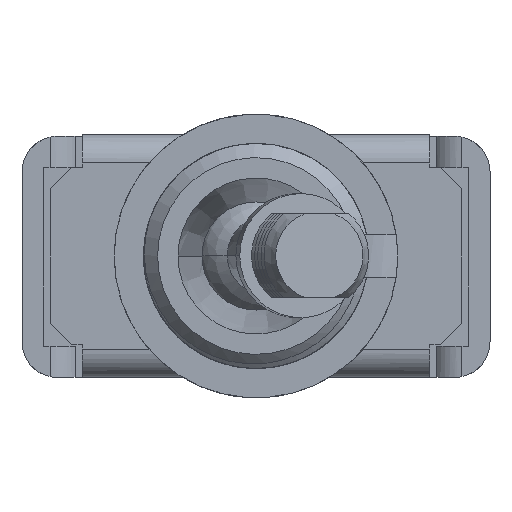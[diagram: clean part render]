
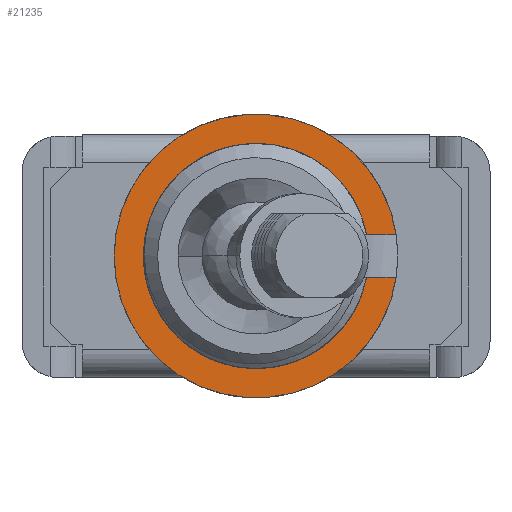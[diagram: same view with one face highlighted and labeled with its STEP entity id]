
A CAD part, front view. The second image highlights one B-rep face of the part: STEP entity #21235.
In plain terms, the highlighted planar face has unit normal (0, -1, 0).
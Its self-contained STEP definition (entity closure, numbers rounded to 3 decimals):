
#8742=CARTESIAN_POINT('',(0.,-1.,0.025));
#8743=DIRECTION('',(0.,1.,0.));
#8744=DIRECTION('',(0.982,0.,-0.189));
#8745=AXIS2_PLACEMENT_3D('',#8742,#8743,#8744);
#8747=DIRECTION('',(-1.,0.,0.));
#8748=VECTOR('',#8747,0.837);
#8749=CARTESIAN_POINT('',(3.955,-1.,0.625));
#8750=LINE('',#8749,#8748);
#8751=DIRECTION('',(-1.,0.,0.));
#8752=VECTOR('',#8751,0.837);
#8753=CARTESIAN_POINT('',(3.955,-1.,-0.575));
#8754=LINE('',#8753,#8752);
#8755=CARTESIAN_POINT('',(0.,-1.,0.025));
#8756=DIRECTION('',(0.,-1.,0.));
#8757=DIRECTION('',(-1.,0.,0.));
#8758=AXIS2_PLACEMENT_3D('',#8755,#8756,#8757);
#8760=CARTESIAN_POINT('',(0.,-1.,0.025));
#8761=DIRECTION('',(0.,1.,0.));
#8762=DIRECTION('',(-1.,0.,0.));
#8763=AXIS2_PLACEMENT_3D('',#8760,#8761,#8762);
#10945=CARTESIAN_POINT('',(3.955,-1.,0.625));
#10947=VERTEX_POINT('',#10945);
#10950=CARTESIAN_POINT('',(3.118,-1.,0.625));
#10951=VERTEX_POINT('',#10950);
#10952=CARTESIAN_POINT('',(3.955,-1.,-0.575));
#10953=CARTESIAN_POINT('',(3.118,-1.,-0.575));
#10954=VERTEX_POINT('',#10952);
#10955=VERTEX_POINT('',#10953);
#10967=CARTESIAN_POINT('',(-4.,-1.,0.025));
#10968=VERTEX_POINT('',#10967);
#21223=CARTESIAN_POINT('',(0.,-1.,0.025));
#21224=DIRECTION('',(0.,1.,0.));
#21225=DIRECTION('',(1.,0.,0.));
#21226=AXIS2_PLACEMENT_3D('',#21223,#21224,#21225);
#21227=PLANE('',#21226);
#21228=ORIENTED_EDGE('',*,*,#21052,.T.);
#21229=ORIENTED_EDGE('',*,*,#21217,.F.);
#21230=ORIENTED_EDGE('',*,*,#12828,.F.);
#21231=ORIENTED_EDGE('',*,*,#12896,.F.);
#21232=ORIENTED_EDGE('',*,*,#12948,.T.);
#21233=EDGE_LOOP('',(#21228,#21229,#21230,#21231,#21232));
#21234=FACE_OUTER_BOUND('',#21233,.F.);
#8746=CIRCLE('',#8745,3.175);
#8759=CIRCLE('',#8758,4.);
#8764=CIRCLE('',#8763,4.);
#12828=EDGE_CURVE('',#10954,#10955,#8754,.T.);
#12896=EDGE_CURVE('',#10968,#10954,#8759,.T.);
#12948=EDGE_CURVE('',#10968,#10947,#8764,.T.);
#21052=EDGE_CURVE('',#10947,#10951,#8750,.T.);
#21217=EDGE_CURVE('',#10955,#10951,#8746,.T.);
#21235=ADVANCED_FACE('',(#21234),#21227,.F.);
